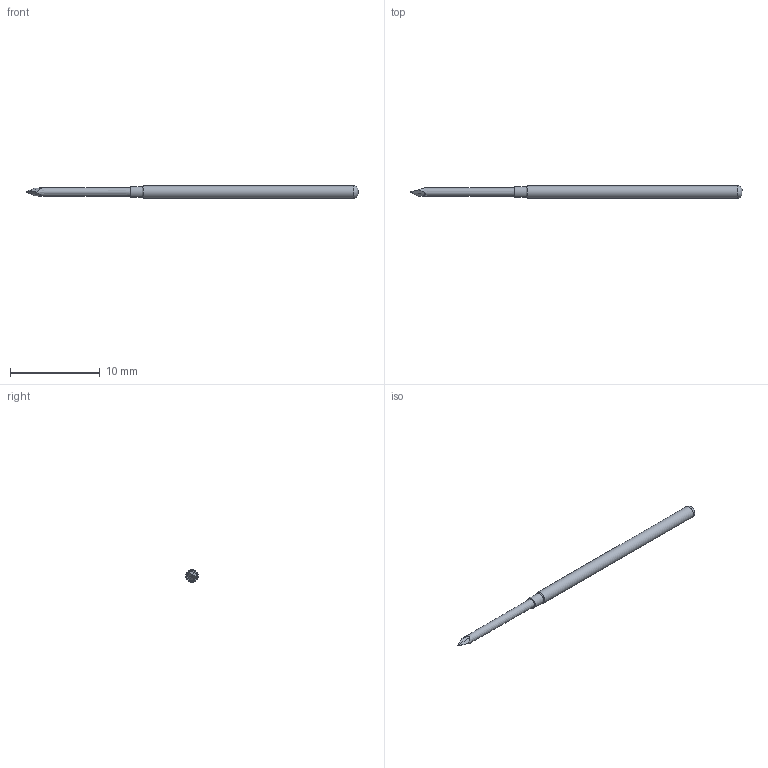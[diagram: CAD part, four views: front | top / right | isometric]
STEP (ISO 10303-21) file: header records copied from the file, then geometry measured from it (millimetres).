
FILE_DESCRIPTION (( 'STEP AP214' ), '1' );
FILE_NAME ('100-4063.STEP', '2023-06-15T14:49:26', ( '' ), ( '' ), 'SwSTEP 2.0', 'SolidWorks 2020', '' );
FILE_SCHEMA (( 'AUTOMOTIVE_DESIGN' ));
Length unit declared in the file: inch
Products named in the file (1): 100-4063
Bounding box: 37.08 x 1.37 x 1.37 mm (x, y, z)
Volume: 44 mm3; surface area: 142.1 mm2
Topology: 1 solids, 1 shells, 14 faces, 30 edges, 19 vertices
Faces by surface type: bspline 6, plane 3, cylinder 2, cone 2, torus 1
Full cylindrical faces by diameter (mm): 1.219 x1, 1.367 x1
Entity records: 1383 total; most frequent: CARTESIAN_POINT 930, ORIENTED_EDGE 48, DIRECTION 30, EDGE_CURVE 24, EDGE_LOOP 20, VERTEX_POINT 18, B_SPLINE_CURVE_WITH_KNOTS 18, FACE_OUTER_BOUND 17
